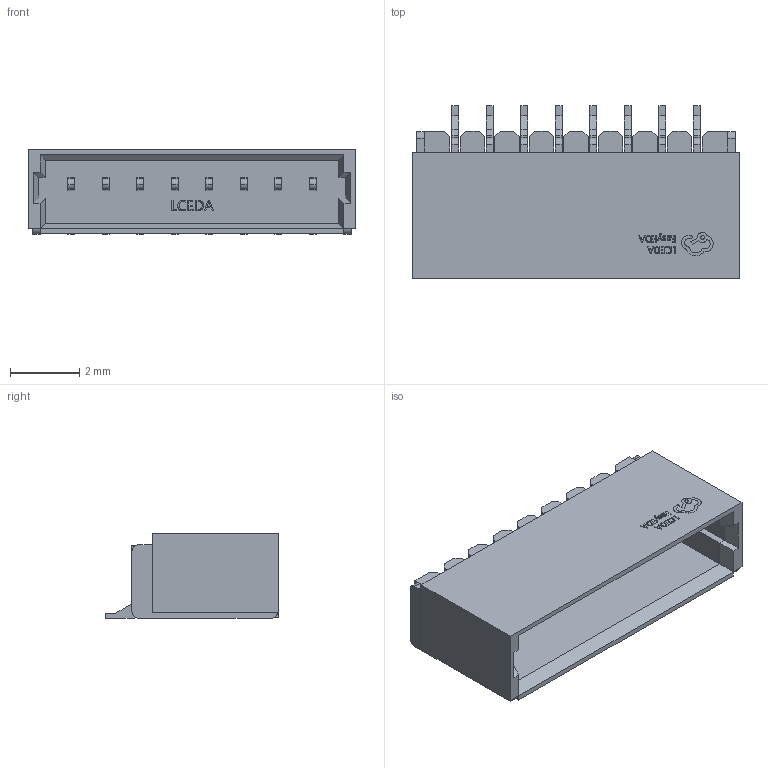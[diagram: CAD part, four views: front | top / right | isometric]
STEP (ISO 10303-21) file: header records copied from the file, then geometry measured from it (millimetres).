
FILE_DESCRIPTION(/* description */ (''),/* implementation_level */ '2;1');
FILE_NAME(/* name */ 'sh1.0_8p_hori.step',/* time_stamp */ '2023-11-04T20:43:17+08:00',/* author */ (''),/* organization */ (''),/* preprocessor_version */ 'ST-DEVELOPER v20',/* originating_system */ 'Autodesk Translation Framework v12.14.0.127',/* authorisation */ '');
FILE_SCHEMA (('AUTOMOTIVE_DESIGN { 1 0 10303 214 3 1 1 }'));
Length unit declared in the file: millimetre
Products named in the file (3): CN1; CONN-SMD_A1002WR-S-8P; COMPOUND (1)
Assembly tree (2 placements, depth 3):
  CN1
    CONN-SMD_A1002WR-S-8P
      COMPOUND (1)
Bounding box: 9.5 x 5 x 2.45 mm (x, y, z)
Volume: 46 mm3; surface area: 259.8 mm2
Topology: 14 solids, 14 shells, 581 faces, 1545 edges, 1022 vertices
Faces by surface type: plane 439, bspline 112, cylinder 30
Entity records: 19706 total; most frequent: CARTESIAN_POINT 4987, ORIENTED_EDGE 3090, DIRECTION 2505, EDGE_CURVE 1545, LINE 1257, VECTOR 1257, VERTEX_POINT 1022, AXIS2_PLACEMENT_3D 624
